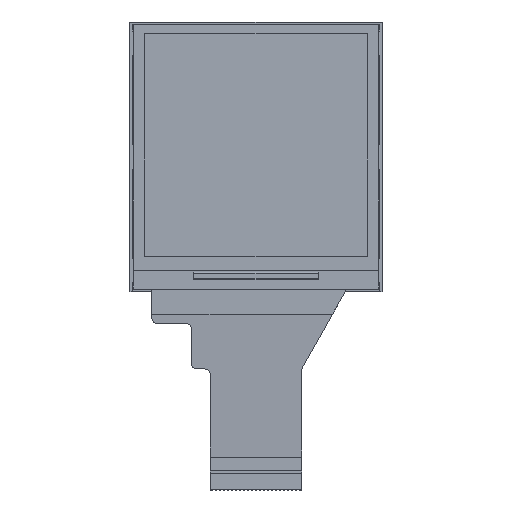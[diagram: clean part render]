
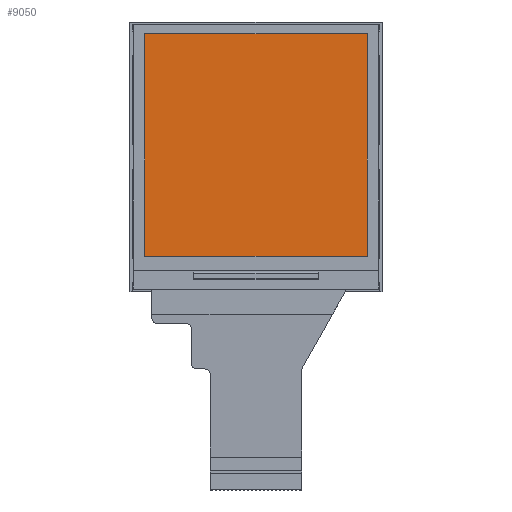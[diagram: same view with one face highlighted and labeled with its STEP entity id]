
A CAD part, top view. The second image highlights one B-rep face of the part: STEP entity #9050.
In plain terms, the highlighted planar face has unit normal (0, 0, 1).
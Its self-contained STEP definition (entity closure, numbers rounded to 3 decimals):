
#915=ORIENTED_EDGE('',*,*,#2693,.F.);
#916=ORIENTED_EDGE('',*,*,#2699,.F.);
#917=ORIENTED_EDGE('',*,*,#2697,.F.);
#918=ORIENTED_EDGE('',*,*,#2695,.F.);
#2693=EDGE_CURVE('',#3590,#3591,#4283,.T.);
#2695=EDGE_CURVE('',#3591,#3592,#4285,.T.);
#2697=EDGE_CURVE('',#3592,#3593,#4287,.T.);
#2699=EDGE_CURVE('',#3593,#3590,#4289,.T.);
#3590=VERTEX_POINT('',#11892);
#3591=VERTEX_POINT('',#11894);
#3592=VERTEX_POINT('',#11898);
#3593=VERTEX_POINT('',#11902);
#4283=LINE('',#11893,#4922);
#4285=LINE('',#11897,#4924);
#4287=LINE('',#11901,#4926);
#4289=LINE('',#11905,#4928);
#4922=VECTOR('',#10164,1000.);
#4924=VECTOR('',#10168,1000.);
#4926=VECTOR('',#10172,1000.);
#4928=VECTOR('',#10176,1000.);
#5309=EDGE_LOOP('',(#915,#916,#917,#918));
#5706=FACE_BOUND('',#5309,.T.);
#6099=PLANE('',#9451);
#9050=ADVANCED_FACE('',(#5706),#6099,.F.);
#9451=AXIS2_PLACEMENT_3D('',#11906,#10177,#10178);
#10164=DIRECTION('',(0.,1.,0.));
#10168=DIRECTION('',(1.,0.,0.));
#10172=DIRECTION('',(0.,-1.,0.));
#10176=DIRECTION('',(-1.,0.,0.));
#10177=DIRECTION('',(0.,0.,-1.));
#10178=DIRECTION('',(-1.,0.,0.));
#11892=CARTESIAN_POINT('',(-13.86,4.409,1.369));
#11893=CARTESIAN_POINT('',(-13.86,4.409,1.369));
#11894=CARTESIAN_POINT('',(-13.86,32.129,1.369));
#11897=CARTESIAN_POINT('',(-13.86,32.129,1.369));
#11898=CARTESIAN_POINT('',(13.86,32.129,1.369));
#11901=CARTESIAN_POINT('',(13.86,32.129,1.369));
#11902=CARTESIAN_POINT('',(13.86,4.409,1.369));
#11905=CARTESIAN_POINT('',(13.86,4.409,1.369));
#11906=CARTESIAN_POINT('',(0.,0.,1.369));
